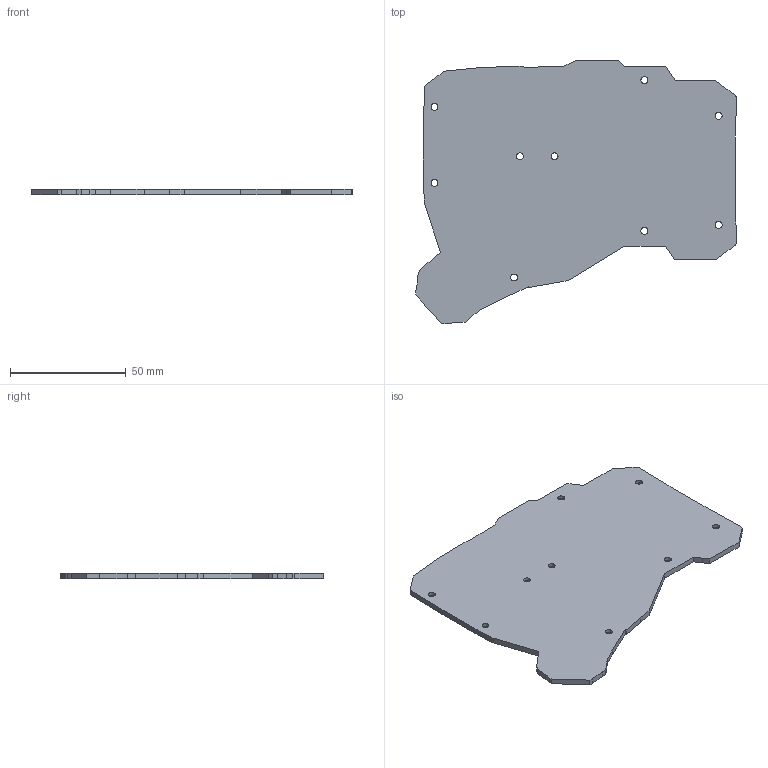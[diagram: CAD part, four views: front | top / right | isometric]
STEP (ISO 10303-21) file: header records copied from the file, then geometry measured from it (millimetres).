
FILE_DESCRIPTION(('STEP AP242'), '1');
FILE_NAME('plate right_1', '', ('UNSPECIFIED'), ('UNSPECIFIED'), 'C3D Converter', 'C3D Toolkit', '');
FILE_SCHEMA(('AP242_MANAGED_MODEL_BASED_3D_ENGINEERING_MIM_LF { 1 0 10303 442 1 1 4 }'));
Length unit declared in the file: millimetre
Products named in the file (1): plate right
Bounding box: 138.88 x 114.03 x 2.5 mm (x, y, z)
Volume: 29917.5 mm3; surface area: 25307.1 mm2
Topology: 1 solids, 1 shells, 92 faces, 259 edges, 169 vertices
Faces by surface type: plane 74, cylinder 9, cone 9
Full cylindrical faces by diameter (mm): 3 x9
Entity records: 2908 total; most frequent: CARTESIAN_POINT 503, ORIENTED_EDGE 482, DIRECTION 454, EDGE_CURVE 241, LINE 214, VECTOR 214, VERTEX_POINT 169, EDGE_LOOP 128
